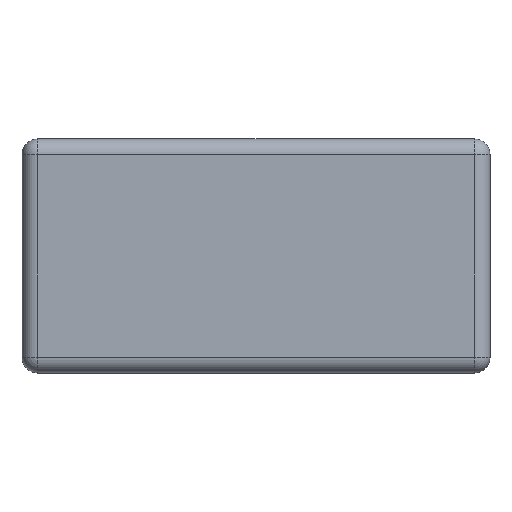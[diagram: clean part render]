
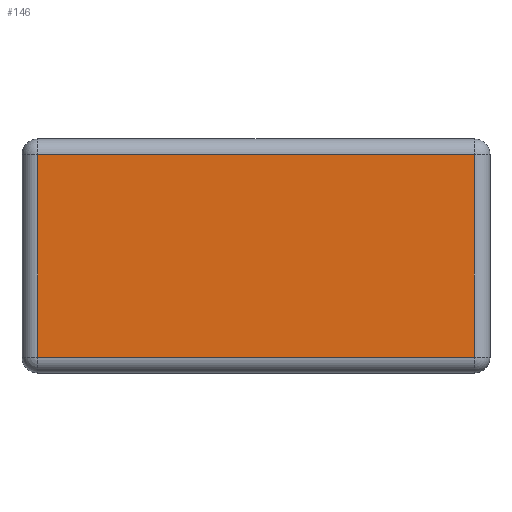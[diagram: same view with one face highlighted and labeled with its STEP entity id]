
A CAD part, top view. The second image highlights one B-rep face of the part: STEP entity #146.
In plain terms, the highlighted planar face has unit normal (0, 0, 1).
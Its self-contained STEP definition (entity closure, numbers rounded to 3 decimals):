
#146 = ADVANCED_FACE( '', ( #354 ), #355, .T. );
#354 = FACE_OUTER_BOUND( '', #627, .T. );
#355 = PLANE( '', #628 );
#627 = EDGE_LOOP( '', ( #1002, #1003, #1004, #1005 ) );
#628 = AXIS2_PLACEMENT_3D( '', #1006, #1007, #1008 );
#1002 = ORIENTED_EDGE( '', *, *, #1651, .T. );
#1003 = ORIENTED_EDGE( '', *, *, #1652, .T. );
#1004 = ORIENTED_EDGE( '', *, *, #1592, .T. );
#1005 = ORIENTED_EDGE( '', *, *, #1653, .T. );
#1006 = CARTESIAN_POINT( '', ( 0., 0., 16. ) );
#1007 = DIRECTION( '', ( 0., 0., 1. ) );
#1008 = DIRECTION( '', ( 1., 0., 0. ) );
#1592 = EDGE_CURVE( '', #1900, #1898, #1901, .T. );
#1651 = EDGE_CURVE( '', #1871, #1995, #1996, .T. );
#1652 = EDGE_CURVE( '', #1995, #1900, #1997, .T. );
#1653 = EDGE_CURVE( '', #1898, #1871, #1998, .T. );
#1871 = VERTEX_POINT( '', #2283 );
#1898 = VERTEX_POINT( '', #2319 );
#1900 = VERTEX_POINT( '', #2321 );
#1901 = LINE( '', #2322, #2323 );
#1995 = VERTEX_POINT( '', #2458 );
#1996 = LINE( '', #2459, #2460 );
#1997 = LINE( '', #2461, #2462 );
#1998 = LINE( '', #2463, #2464 );
#2283 = CARTESIAN_POINT( '', ( 14., -6.5, 16. ) );
#2319 = CARTESIAN_POINT( '', ( -14., -6.5, 16. ) );
#2321 = CARTESIAN_POINT( '', ( -14., 6.5, 16. ) );
#2322 = CARTESIAN_POINT( '', ( -14., -7.5, 16. ) );
#2323 = VECTOR( '', #2845, 1000. );
#2458 = CARTESIAN_POINT( '', ( 14., 6.5, 16. ) );
#2459 = CARTESIAN_POINT( '', ( 14., 7.5, 16. ) );
#2460 = VECTOR( '', #2899, 1000. );
#2461 = CARTESIAN_POINT( '', ( -15., 6.5, 16. ) );
#2462 = VECTOR( '', #2900, 1000. );
#2463 = CARTESIAN_POINT( '', ( 15., -6.5, 16. ) );
#2464 = VECTOR( '', #2901, 1000. );
#2845 = DIRECTION( '', ( 0., -1., 0. ) );
#2899 = DIRECTION( '', ( 0., 1., 0. ) );
#2900 = DIRECTION( '', ( -1., 0., 0. ) );
#2901 = DIRECTION( '', ( 1., 0., 0. ) );
